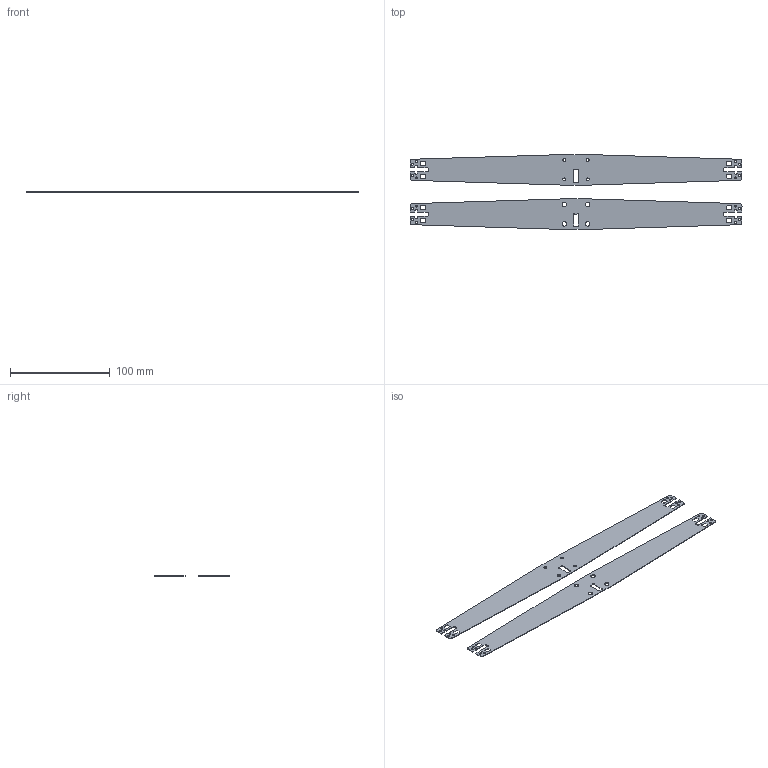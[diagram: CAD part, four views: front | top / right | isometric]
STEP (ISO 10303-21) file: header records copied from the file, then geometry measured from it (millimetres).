
FILE_DESCRIPTION(('STEP AP214'),'1');
FILE_NAME('2 lames inox 304 0.6mm.stp','2019-10-31T12:59:27',(' '),(' '),'Spatial InterOp 3D',' ',' ');
FILE_SCHEMA(('AUTOMOTIVE_DESIGN { 1 0 10303 214 1 1 1 1 }'));
Length unit declared in the file: metre
Products named in the file (2): 2 lames inox 304 0.6mm; Inox 0.6mm
Assembly tree (1 placements, depth 2):
  2 lames inox 304 0.6mm
    Inox 0.6mm
Bounding box: 332.22 x 74.77 x 0.6 mm (x, y, z)
Volume: 9932.6 mm3; surface area: 34300 mm2
Topology: 2 solids, 2 shells, 256 faces, 756 edges, 504 vertices
Faces by surface type: cylinder 156, plane 100
Entity records: 10914 total; most frequent: DIRECTION 1584, CARTESIAN_POINT 1518, ORIENTED_EDGE 1512, EDGE_CURVE 756, AXIS2_PLACEMENT_3D 570, VERTEX_POINT 504, LINE 444, VECTOR 444
